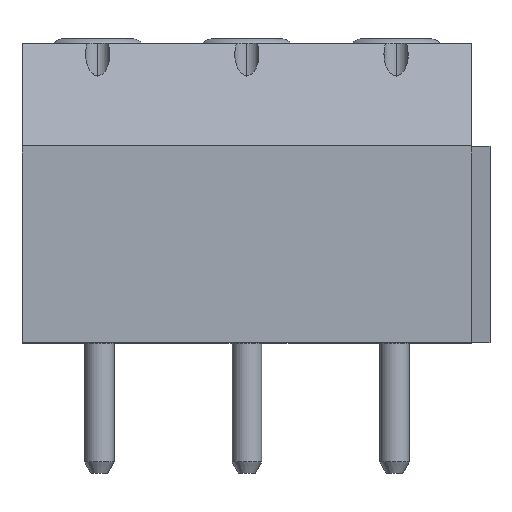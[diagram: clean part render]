
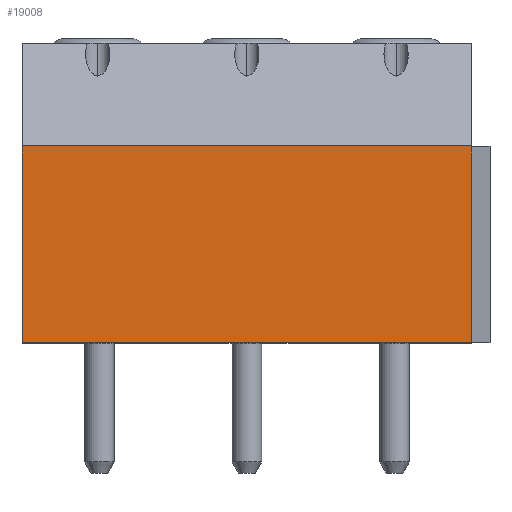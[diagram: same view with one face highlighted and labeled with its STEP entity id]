
A CAD part, top view. The second image highlights one B-rep face of the part: STEP entity #19008.
In plain terms, the highlighted planar face has unit normal (0, 0, 1).
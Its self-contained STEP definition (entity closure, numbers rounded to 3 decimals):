
#5716 = DIRECTION ( 'NONE',  ( -1., 0., 0. ) ) ;
#5717 = VECTOR ( 'NONE', #5716, 1000. ) ;
#5718 = CARTESIAN_POINT ( 'NONE',  ( 9.162, -6.464, 3.773 ) ) ;
#5720 = LINE ( 'NONE', #5718, #5717 ) ;
#5837 = DIRECTION ( 'NONE',  ( 0., -1., 0. ) ) ;
#5838 = VECTOR ( 'NONE', #5837, 1000. ) ;
#5841 = CARTESIAN_POINT ( 'NONE',  ( -5.926, -6.464, 3.773 ) ) ;
#5842 = LINE ( 'NONE', #5841, #5838 ) ;
#5902 = CARTESIAN_POINT ( 'NONE',  ( -5.926, -6.464, 3.773 ) ) ;
#5905 = CARTESIAN_POINT ( 'NONE',  ( -5.926, 0.14, 3.773 ) ) ;
#5988 = FACE_OUTER_BOUND ( 'NONE', #19052, .T. ) ;
#6008 = CARTESIAN_POINT ( 'NONE',  ( 9.162, -6.464, 3.773 ) ) ;
#6051 = CARTESIAN_POINT ( 'NONE',  ( 9.162, 0.14, 3.773 ) ) ;
#6053 = DIRECTION ( 'NONE',  ( -1., 0., 0. ) ) ;
#6055 = DIRECTION ( 'NONE',  ( 0., 0., -1. ) ) ;
#6057 = CARTESIAN_POINT ( 'NONE',  ( 9.162, -6.464, 3.773 ) ) ;
#6059 = AXIS2_PLACEMENT_3D ( 'NONE', #6057, #6055, #6053 ) ;
#6060 = PLANE ( 'NONE',  #6059 ) ;
#6080 = DIRECTION ( 'NONE',  ( -1., 0., 0. ) ) ;
#6081 = VECTOR ( 'NONE', #6080, 1000. ) ;
#6084 = CARTESIAN_POINT ( 'NONE',  ( 9.162, 0.14, 3.773 ) ) ;
#6085 = LINE ( 'NONE', #6084, #6081 ) ;
#6238 = DIRECTION ( 'NONE',  ( 0., -1., 0. ) ) ;
#6239 = VECTOR ( 'NONE', #6238, 1000. ) ;
#6240 = CARTESIAN_POINT ( 'NONE',  ( 9.162, -6.464, 3.773 ) ) ;
#6241 = LINE ( 'NONE', #6240, #6239 ) ;
#18935 = EDGE_CURVE ( 'NONE', #18998, #18991, #5720, .T. ) ;
#18958 = EDGE_CURVE ( 'NONE', #18989, #18991, #5842, .T. ) ;
#18989 = VERTEX_POINT ( 'NONE', #5905 ) ;
#18991 = VERTEX_POINT ( 'NONE', #5902 ) ;
#18998 = VERTEX_POINT ( 'NONE', #6008 ) ;
#19005 = ORIENTED_EDGE ( 'NONE', *, *, #18958, .T. ) ;
#19008 = ADVANCED_FACE ( 'NONE', ( #5988 ), #6060, .F. ) ;
#19009 = VERTEX_POINT ( 'NONE', #6051 ) ;
#19035 = EDGE_CURVE ( 'NONE', #19009, #18989, #6085, .T. ) ;
#19052 = EDGE_LOOP ( 'NONE', ( #19005, #19077, #19054, #19081 ) ) ;
#19053 = EDGE_CURVE ( 'NONE', #19009, #18998, #6241, .T. ) ;
#19054 = ORIENTED_EDGE ( 'NONE', *, *, #19053, .F. ) ;
#19077 = ORIENTED_EDGE ( 'NONE', *, *, #18935, .F. ) ;
#19081 = ORIENTED_EDGE ( 'NONE', *, *, #19035, .T. ) ;
